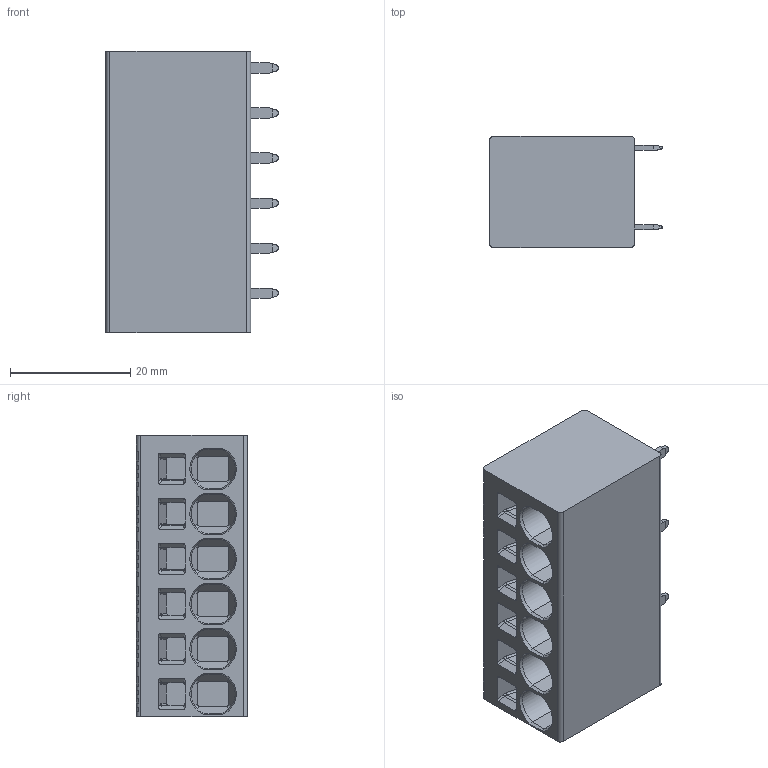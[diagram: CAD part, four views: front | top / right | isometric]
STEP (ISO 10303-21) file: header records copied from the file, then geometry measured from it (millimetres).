
FILE_DESCRIPTION((''),'2;1');
FILE_NAME('TLM-404VA','2024-09-21T',('sj'),(''),'PRO/ENGINEER BY PARAMETRIC TECHNOLOGY CORPORATION, 2013240','PRO/ENGINEER BY PARAMETRIC TECHNOLOGY CORPORATION, 2013240','');
FILE_SCHEMA(('AUTOMOTIVE_DESIGN_CC2 { 1 2 10303 214 -1 1 5 2 }'));
Length unit declared in the file: millimetre
Products named in the file (1): TLM-404VA
Bounding box: 28.75 x 18.5 x 46.8 mm (x, y, z)
Volume: 18578.9 mm3; surface area: 6534.2 mm2
Topology: 1 solids, 1 shells, 388 faces, 1032 edges, 664 vertices
Faces by surface type: plane 246, cylinder 106, cone 12, torus 12, bspline 12
Entity records: 12674 total; most frequent: CARTESIAN_POINT 3282, ORIENTED_EDGE 2064, DIRECTION 1768, EDGE_CURVE 1032, VECTOR 688, LINE 688, VERTEX_POINT 664, AXIS2_PLACEMENT_3D 540
